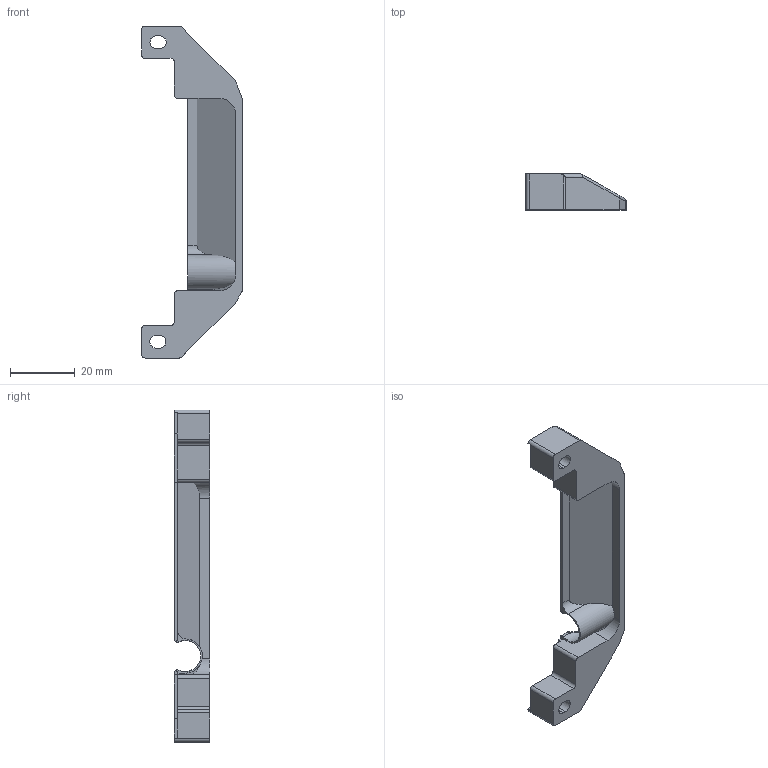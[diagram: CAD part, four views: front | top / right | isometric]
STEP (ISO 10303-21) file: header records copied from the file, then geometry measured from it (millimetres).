
FILE_DESCRIPTION(/* description */ (''),/* implementation_level */ '2;1');
FILE_NAME(/* name */ 'Fan shroud v3.step',/* time_stamp */ '2022-05-14T19:03:58+02:00',/* author */ (''),/* organization */ (''),/* preprocessor_version */ 'ST-DEVELOPER v18.1',/* originating_system */ 'Autodesk Translation Framework v10.14.0.1471',/* authorisation */ '');
FILE_SCHEMA (('AUTOMOTIVE_DESIGN { 1 0 10303 214 3 1 1 }'));
Length unit declared in the file: millimetre
Products named in the file (1): Fan shroud
Bounding box: 30.94 x 11 x 102.3 mm (x, y, z)
Volume: 8103.5 mm3; surface area: 6176.5 mm2
Topology: 1 solids, 1 shells, 93 faces, 242 edges, 151 vertices
Faces by surface type: plane 42, cylinder 38, sphere 10, bspline 2, torus 1
Entity records: 2957 total; most frequent: CARTESIAN_POINT 564, DIRECTION 517, ORIENTED_EDGE 484, EDGE_CURVE 242, AXIS2_PLACEMENT_3D 184, VERTEX_POINT 151, LINE 149, VECTOR 149
